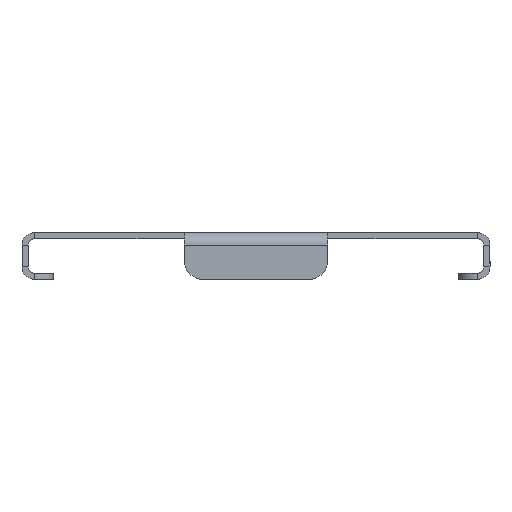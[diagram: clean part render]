
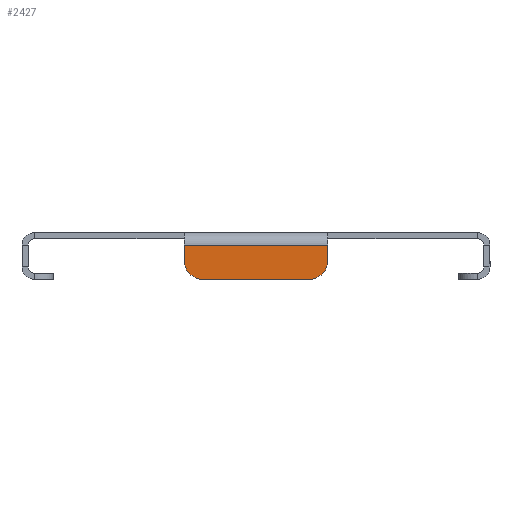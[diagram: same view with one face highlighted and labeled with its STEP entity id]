
A CAD part, left-side view. The second image highlights one B-rep face of the part: STEP entity #2427.
In plain terms, the highlighted planar face has unit normal (-1, 0, 0).
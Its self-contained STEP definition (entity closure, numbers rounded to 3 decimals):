
#349 = CIRCLE ( 'NONE', #1736, 6. ) ;
#517 = CARTESIAN_POINT ( 'NONE',  ( -199.5, -17., -9. ) ) ;
#524 = CARTESIAN_POINT ( 'NONE',  ( -199.5, -17., -15. ) ) ;
#582 = AXIS2_PLACEMENT_3D ( 'NONE', #2825, #1229, #2545 ) ;
#660 = DIRECTION ( 'NONE',  ( 0., 0., 1. ) ) ;
#697 = DIRECTION ( 'NONE',  ( 0., -1., 0. ) ) ;
#703 = VERTEX_POINT ( 'NONE', #524 ) ;
#720 = ORIENTED_EDGE ( 'NONE', *, *, #2838, .F. ) ;
#746 = CARTESIAN_POINT ( 'NONE',  ( -199.5, -75., -4. ) ) ;
#764 = DIRECTION ( 'NONE',  ( 0., 0., -1. ) ) ;
#870 = LINE ( 'NONE', #1752, #1120 ) ;
#980 = CARTESIAN_POINT ( 'NONE',  ( -199.5, -23., -4. ) ) ;
#1065 = CARTESIAN_POINT ( 'NONE',  ( -199.5, -23., -15. ) ) ;
#1115 = DIRECTION ( 'NONE',  ( 0., 0., -1. ) ) ;
#1120 = VECTOR ( 'NONE', #1115, 1000. ) ;
#1191 = PLANE ( 'NONE',  #582 ) ;
#1203 = DIRECTION ( 'NONE',  ( -1., 0., 0. ) ) ;
#1216 = ORIENTED_EDGE ( 'NONE', *, *, #1498, .F. ) ;
#1229 = DIRECTION ( 'NONE',  ( 1., 0., 0. ) ) ;
#1302 = LINE ( 'NONE', #1065, #1499 ) ;
#1337 = CARTESIAN_POINT ( 'NONE',  ( -199.5, -75., -15. ) ) ;
#1401 = ORIENTED_EDGE ( 'NONE', *, *, #1780, .T. ) ;
#1422 = VERTEX_POINT ( 'NONE', #980 ) ;
#1451 = VECTOR ( 'NONE', #697, 1000. ) ;
#1498 = EDGE_CURVE ( 'NONE', #703, #1519, #2718, .T. ) ;
#1499 = VECTOR ( 'NONE', #660, 1000. ) ;
#1519 = VERTEX_POINT ( 'NONE', #2406 ) ;
#1545 = VECTOR ( 'NONE', #2152, 1000. ) ;
#1558 = CARTESIAN_POINT ( 'NONE',  ( -199.5, -23., -9. ) ) ;
#1711 = CARTESIAN_POINT ( 'NONE',  ( -199.5, 23., -9. ) ) ;
#1736 = AXIS2_PLACEMENT_3D ( 'NONE', #517, #2536, #2307 ) ;
#1752 = CARTESIAN_POINT ( 'NONE',  ( -199.5, 23., -15. ) ) ;
#1762 = ORIENTED_EDGE ( 'NONE', *, *, #2351, .T. ) ;
#1780 = EDGE_CURVE ( 'NONE', #703, #2735, #349, .T. ) ;
#1858 = EDGE_CURVE ( 'NONE', #2735, #1422, #1302, .T. ) ;
#1898 = FACE_OUTER_BOUND ( 'NONE', #2383, .T. ) ;
#1982 = VERTEX_POINT ( 'NONE', #2350 ) ;
#2016 = AXIS2_PLACEMENT_3D ( 'NONE', #2812, #1203, #764 ) ;
#2063 = LINE ( 'NONE', #746, #1451 ) ;
#2152 = DIRECTION ( 'NONE',  ( 0., 1., 0. ) ) ;
#2218 = CIRCLE ( 'NONE', #2016, 6. ) ;
#2307 = DIRECTION ( 'NONE',  ( 0., 0., -1. ) ) ;
#2350 = CARTESIAN_POINT ( 'NONE',  ( -199.5, 23., -4. ) ) ;
#2351 = EDGE_CURVE ( 'NONE', #2479, #1519, #2218, .T. ) ;
#2383 = EDGE_LOOP ( 'NONE', ( #1216, #1401, #2716, #720, #2543, #1762 ) ) ;
#2406 = CARTESIAN_POINT ( 'NONE',  ( -199.5, 17., -15. ) ) ;
#2427 = ADVANCED_FACE ( 'NONE', ( #1898 ), #1191, .F. ) ;
#2479 = VERTEX_POINT ( 'NONE', #1711 ) ;
#2536 = DIRECTION ( 'NONE',  ( -1., 0., 0. ) ) ;
#2543 = ORIENTED_EDGE ( 'NONE', *, *, #2682, .T. ) ;
#2545 = DIRECTION ( 'NONE',  ( 0., 0., -1. ) ) ;
#2682 = EDGE_CURVE ( 'NONE', #1982, #2479, #870, .T. ) ;
#2716 = ORIENTED_EDGE ( 'NONE', *, *, #1858, .T. ) ;
#2718 = LINE ( 'NONE', #1337, #1545 ) ;
#2735 = VERTEX_POINT ( 'NONE', #1558 ) ;
#2812 = CARTESIAN_POINT ( 'NONE',  ( -199.5, 17., -9. ) ) ;
#2825 = CARTESIAN_POINT ( 'NONE',  ( -199.5, 0., 0. ) ) ;
#2838 = EDGE_CURVE ( 'NONE', #1982, #1422, #2063, .T. ) ;
